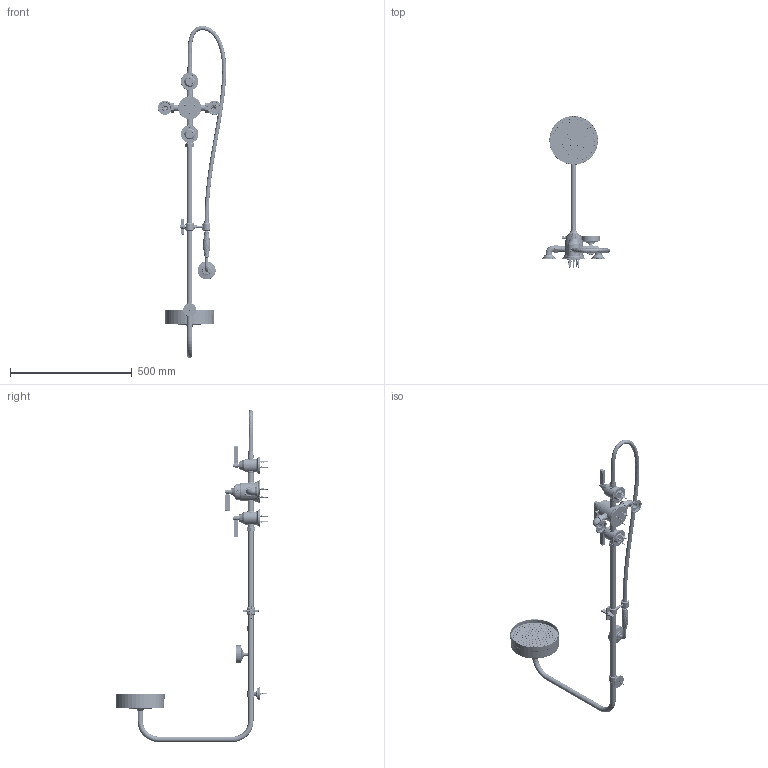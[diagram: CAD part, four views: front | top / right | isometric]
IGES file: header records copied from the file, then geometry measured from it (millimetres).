
Global section: file name: No Iges File Name specified; native system: Autodesk Inventor 2012; preprocessor: AutoDesk Inventor Iges Exporter R2012; author: mblakey; date: 20120919.091448; units: millimetre
Bounding box: 280.53 x 625.1 x 1362.72 mm (x, y, z)
Volume: 2755536 mm3; surface area: 859889.6 mm2
Topology: 161 solids, 161 shells, 8572 faces, 21002 edges, 13393 vertices
Faces by surface type: plane 4715, revolution 1227, cylinder 1125, cone 870, bspline 407, torus 218, sphere 10
Full cylindrical faces by diameter (mm): 2.5 x168, 3 x1, 3.14 x1, 3.4 x1, 3.571 x2, 4 x19, 4.165 x10, 5 x3, 5.8 x2, 6.3 x1, 7 x3, 7.5 x2, 7.95 x1, 8 x3, 8.3 x10, 8.6 x1, 8.85 x2, 9 x1, 9.1 x4, 9.4 x1, 9.5 x2, 9.6 x1, 10 x1, 10.7 x1, 11 x1, 11.25 x8, 11.998 x4, 12.6 x2, 12.65 x1, 12.7 x8
